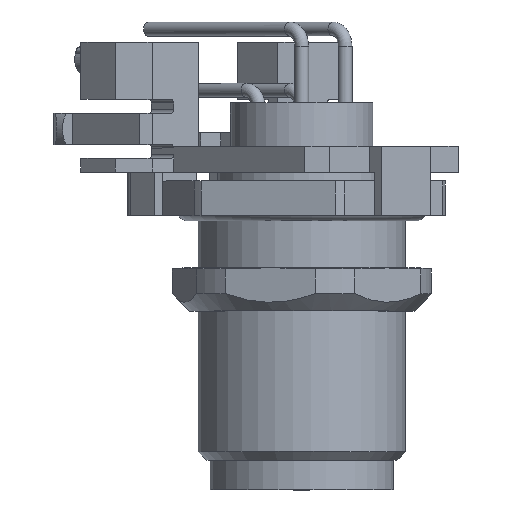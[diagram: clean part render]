
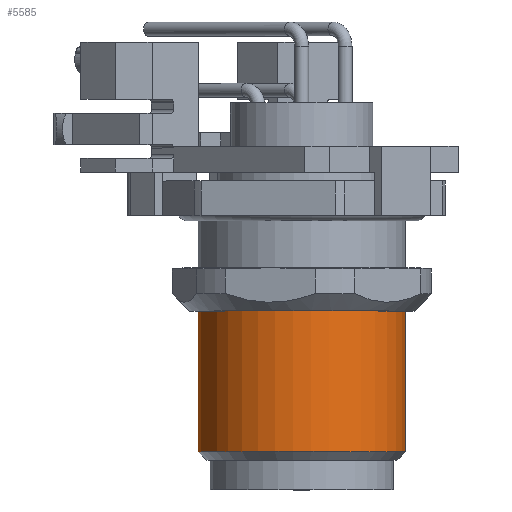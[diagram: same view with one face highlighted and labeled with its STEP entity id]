
A CAD part, top view. The second image highlights one B-rep face of the part: STEP entity #5585.
In plain terms, the highlighted cylindrical face has radius 6 mm (diameter 12 mm), a full revolution.
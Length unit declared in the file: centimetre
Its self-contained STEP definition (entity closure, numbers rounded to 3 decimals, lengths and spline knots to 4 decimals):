
#1316=FACE_BOUND('',#1783,.T.);
#1428=FACE_OUTER_BOUND('',#1782,.T.);
#1782=EDGE_LOOP('',(#3701));
#1783=EDGE_LOOP('',(#3702));
#2199=CIRCLE('',#5958,0.6);
#2200=CIRCLE('',#5959,0.6);
#2392=VERTEX_POINT('',#7925);
#2393=VERTEX_POINT('',#7927);
#2925=EDGE_CURVE('',#2392,#2392,#2199,.T.);
#2926=EDGE_CURVE('',#2393,#2393,#2200,.T.);
#3701=ORIENTED_EDGE('',*,*,#2925,.F.);
#3702=ORIENTED_EDGE('',*,*,#2926,.F.);
#5161=CYLINDRICAL_SURFACE('',#5957,0.6);
#5585=ADVANCED_FACE('',(#1428,#1316),#5161,.T.);
#5957=AXIS2_PLACEMENT_3D('',#7924,#6509,#6510);
#5958=AXIS2_PLACEMENT_3D('',#7926,#6511,#6512);
#5959=AXIS2_PLACEMENT_3D('',#7928,#6513,#6514);
#6509=DIRECTION('center_axis',(0.,-1.,0.));
#6510=DIRECTION('ref_axis',(0.259,0.,0.966));
#6511=DIRECTION('center_axis',(0.,-1.,0.));
#6512=DIRECTION('ref_axis',(-0.259,0.,-0.966));
#6513=DIRECTION('center_axis',(0.,1.,0.));
#6514=DIRECTION('ref_axis',(0.259,0.,0.966));
#7924=CARTESIAN_POINT('Origin',(0.,1.195,0.));
#7925=CARTESIAN_POINT('',(0.1553,0.54,0.5796));
#7926=CARTESIAN_POINT('Origin',(0.,0.54,
0.));
#7927=CARTESIAN_POINT('',(-0.1553,1.35,-0.5796));
#7928=CARTESIAN_POINT('Origin',(0.,1.35,0.));
